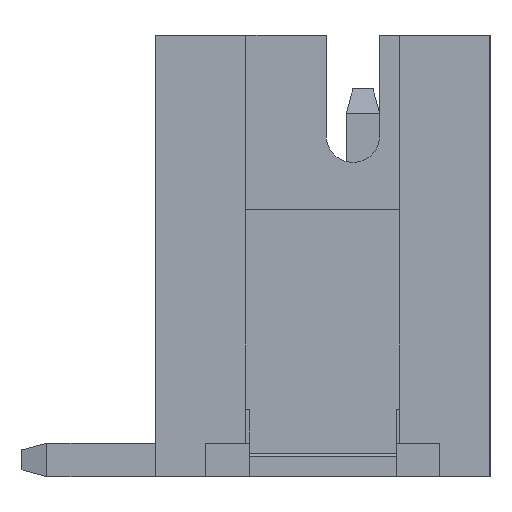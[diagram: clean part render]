
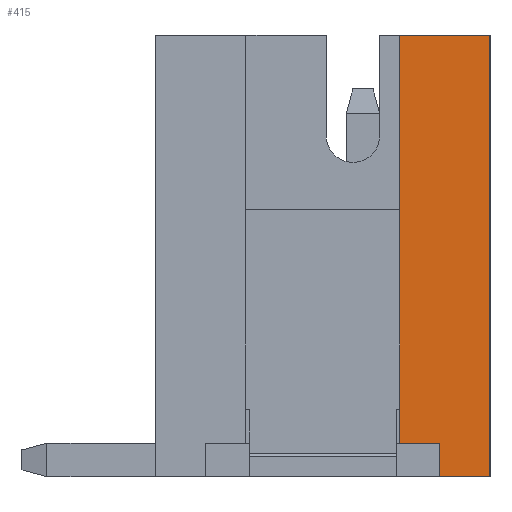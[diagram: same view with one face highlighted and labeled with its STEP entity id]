
A CAD part, left-side view. The second image highlights one B-rep face of the part: STEP entity #415.
In plain terms, the highlighted planar face has unit normal (-1, 0, 0).
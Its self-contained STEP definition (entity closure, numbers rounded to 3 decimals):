
#415=ADVANCED_FACE('',(#4797),#4799,.T.);
#4797=FACE_BOUND('',#4798,.T.);
#4798=EDGE_LOOP('',(#8289,#8290,#8291,#8292,#8293,#8294));
#4799=PLANE('',#4800);
#4800=AXIS2_PLACEMENT_3D('',#4801,#4802,#4803);
#4801=CARTESIAN_POINT('',(-2.975,0.,0.));
#4802=DIRECTION('',(-1.,-0.,0.));
#4803=DIRECTION('',(0.,-1.,0.));
#8289=ORIENTED_EDGE('',*,*,#10652,.T.);
#8290=ORIENTED_EDGE('',*,*,#10653,.T.);
#8291=ORIENTED_EDGE('',*,*,#10654,.T.);
#8292=ORIENTED_EDGE('',*,*,#10541,.T.);
#8293=ORIENTED_EDGE('',*,*,#10651,.T.);
#8294=ORIENTED_EDGE('',*,*,#10655,.T.);
#10541=EDGE_CURVE('',#11826,#11824,#11827,.T.);
#10651=EDGE_CURVE('',#11824,#12035,#12037,.T.);
#10652=EDGE_CURVE('',#12038,#12039,#12040,.F.);
#10653=EDGE_CURVE('',#12039,#12041,#12042,.F.);
#10654=EDGE_CURVE('',#12041,#11826,#12043,.T.);
#10655=EDGE_CURVE('',#12035,#12038,#12044,.T.);
#11824=VERTEX_POINT('',#13986);
#11826=VERTEX_POINT('',#13990);
#11827=LINE('',#13991,#13992);
#12035=VERTEX_POINT('',#14417);
#12037=LINE('',#14421,#14422);
#12038=VERTEX_POINT('',#14424);
#12039=VERTEX_POINT('',#14425);
#12040=LINE('',#14426,#14427);
#12041=VERTEX_POINT('',#14429);
#12042=LINE('',#14430,#14431);
#12043=LINE('',#14433,#14434);
#12044=LINE('',#14436,#14437);
#13986=CARTESIAN_POINT('',(-2.975,-1.9,6.6));
#13990=CARTESIAN_POINT('',(-2.975,-1.9,0.));
#13991=CARTESIAN_POINT('',(-2.975,-1.9,0.));
#13992=VECTOR('',#13993,1.);
#13993=DIRECTION('',(0.,0.,1.));
#14417=CARTESIAN_POINT('',(-2.975,-0.55,6.6));
#14421=CARTESIAN_POINT('',(-2.975,-1.9,6.6));
#14422=VECTOR('',#14423,1.);
#14423=DIRECTION('',(0.,1.,0.));
#14424=CARTESIAN_POINT('',(-2.975,-0.55,0.5));
#14425=CARTESIAN_POINT('',(-2.975,-1.15,0.5));
#14426=CARTESIAN_POINT('',(-2.975,-1.15,0.5));
#14427=VECTOR('',#14428,1.);
#14428=DIRECTION('',(0.,1.,0.));
#14429=CARTESIAN_POINT('',(-2.975,-1.15,0.));
#14430=CARTESIAN_POINT('',(-2.975,-1.15,0.));
#14431=VECTOR('',#14432,1.);
#14432=DIRECTION('',(0.,0.,1.));
#14433=CARTESIAN_POINT('',(-2.975,-1.15,0.));
#14434=VECTOR('',#14435,1.);
#14435=DIRECTION('',(0.,-1.,0.));
#14436=CARTESIAN_POINT('',(-2.975,-0.55,6.6));
#14437=VECTOR('',#14438,1.);
#14438=DIRECTION('',(0.,0.,-1.));
